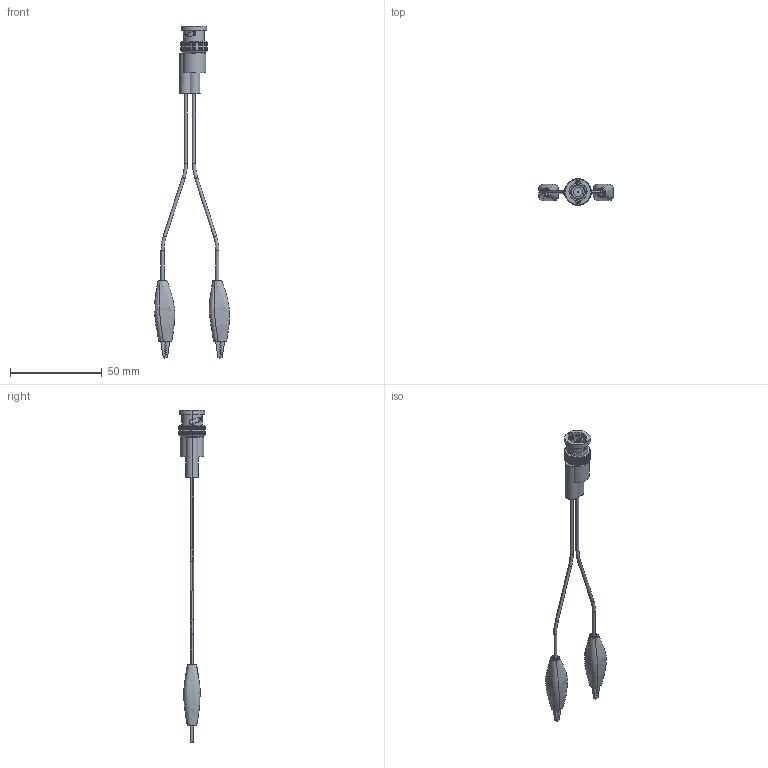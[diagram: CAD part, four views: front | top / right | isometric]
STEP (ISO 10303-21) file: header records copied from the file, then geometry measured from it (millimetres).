
FILE_DESCRIPTION (( 'STEP AP203' ), '1' );
FILE_NAME ('BC50.STEP', '2006-06-30T19:37:41', ( ' ' ), ( ' ' ), 'SwSTEP 2.0', 'SolidWorks 2005354', '' );
FILE_SCHEMA (( 'CONFIG_CONTROL_DESIGN' ));
Length unit declared in the file: inch
Products named in the file (6): MTN-113; BC50; 3AB03-002_with flange; BC50-MA2; BC50-MA1; BC30-MA3
Assembly tree (6 placements, depth 2):
  BC50
    MTN-113
    3AB03-002_with flange
    BC30-MA3  x2
    BC50-MA2
    BC50-MA1
Bounding box: 40.77 x 14.48 x 180.75 mm (x, y, z)
Volume: 5753 mm3; surface area: 8048.3 mm2
Topology: 6 solids, 6 shells, 466 faces, 1306 edges, 857 vertices
Faces by surface type: plane 265, cylinder 173, bspline 16, torus 10, sphere 2
Entity records: 70540 total; most frequent: CARTESIAN_POINT 58094, ORIENTED_EDGE 2560, DIRECTION 2368, EDGE_CURVE 1280, VECTOR 862, LINE 862, VERTEX_POINT 843, AXIS2_PLACEMENT_3D 753
